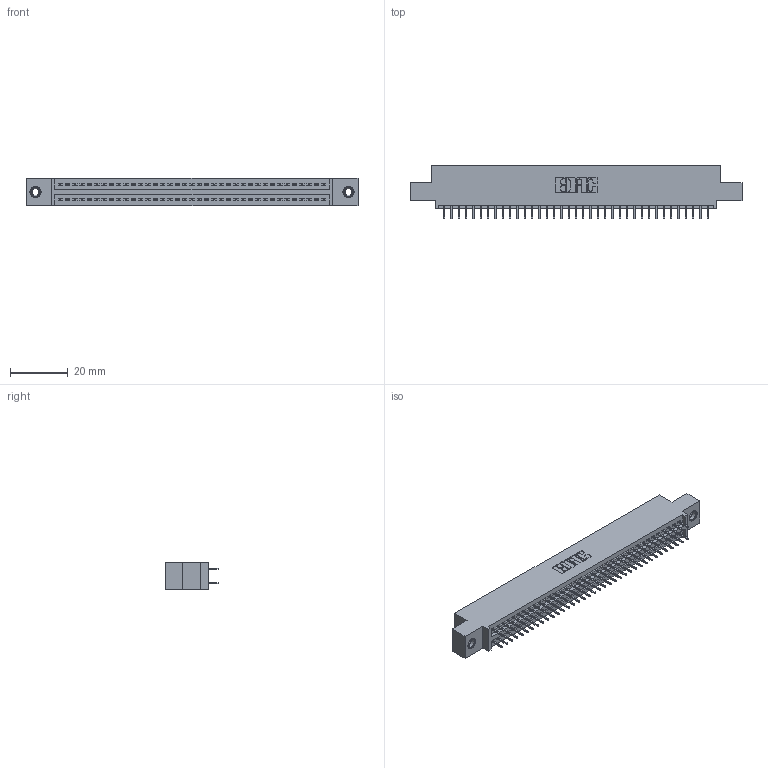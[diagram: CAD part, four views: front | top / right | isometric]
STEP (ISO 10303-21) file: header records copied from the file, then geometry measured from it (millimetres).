
FILE_DESCRIPTION (( 'STEP AP203' ), '1' );
FILE_NAME ('345-074-525-508.STEP', '2020-09-21T10:31:43', ( '' ), ( '' ), 'SwSTEP 2.0', 'SolidWorks 2020', '' );
FILE_SCHEMA (( 'CONFIG_CONTROL_DESIGN' ));
Length unit declared in the file: inch
Products named in the file (4): 345-250-001_345-250-003-102; 345-292-001_345-293-125; 345 Part_0.110 Offset - 0.156 Dia-TI; 345-074-525-508
Assembly tree (77 placements, depth 2):
  345-074-525-508
    345 Part_0.110 Offset - 0.156 Dia-TI
    345-292-001_345-293-125  x74
    345-250-001_345-250-003-102  x2
Bounding box: 115.19 x 18.72 x 9.4 mm (x, y, z)
Volume: 10941.5 mm3; surface area: 15815.7 mm2
Topology: 77 solids, 77 shells, 4186 faces, 11811 edges, 7570 vertices
Faces by surface type: plane 3002, cylinder 1168, cone 12, torus 4
Entity records: 31096 total; most frequent: CARTESIAN_POINT 5199, ORIENTED_EDGE 5126, DIRECTION 4617, EDGE_CURVE 2563, VECTOR 2267, LINE 2267, VERTEX_POINT 1700, AXIS2_PLACEMENT_3D 1175
